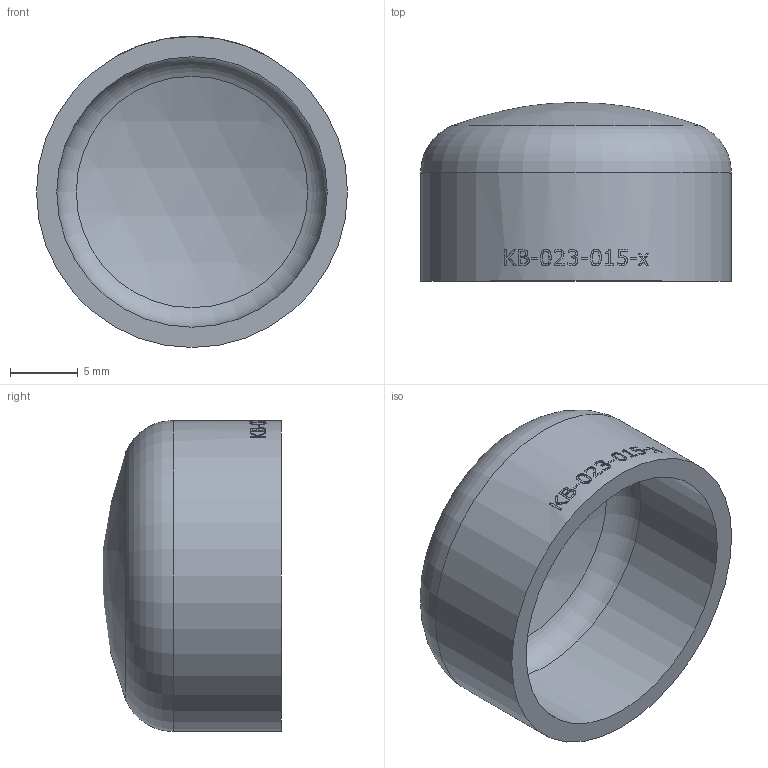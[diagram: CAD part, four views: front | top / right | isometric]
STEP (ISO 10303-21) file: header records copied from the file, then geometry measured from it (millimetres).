
FILE_DESCRIPTION (( 'STEP AP214' ), '1' );
FILE_NAME ('KB-023-015-x Klöpperboden 2001.STEP', '2020-01-20T10:02:49', ( '' ), ( '' ), 'SwSTEP 2.0', 'SolidWorks 2016', '' );
FILE_SCHEMA (( 'AUTOMOTIVE_DESIGN' ));
Length unit declared in the file: millimetre
Products named in the file (1): KB-023-015-x Klöpperboden 2001
Bounding box: 23 x 13.21 x 23 mm (x, y, z)
Volume: 1538.4 mm3; surface area: 2159.2 mm2
Topology: 1 solids, 1 shells, 179 faces, 478 edges, 318 vertices
Faces by surface type: bspline 92, plane 65, cylinder 18, torus 2, sphere 2
Full cylindrical faces by diameter (mm): 20 x1, 23 x1
Entity records: 12838 total; most frequent: CARTESIAN_POINT 7284, ORIENTED_EDGE 948, EDGE_CURVE 474, DIRECTION 430, VERTEX_POINT 318, B_SPLINE_CURVE_WITH_KNOTS 296, EDGE_LOOP 200, FACE_OUTER_BOUND 183
